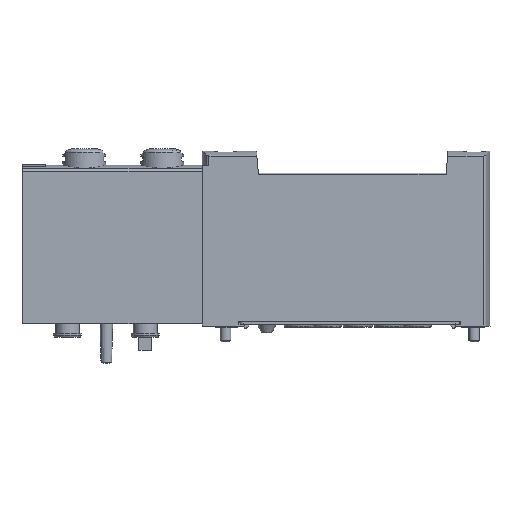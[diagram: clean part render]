
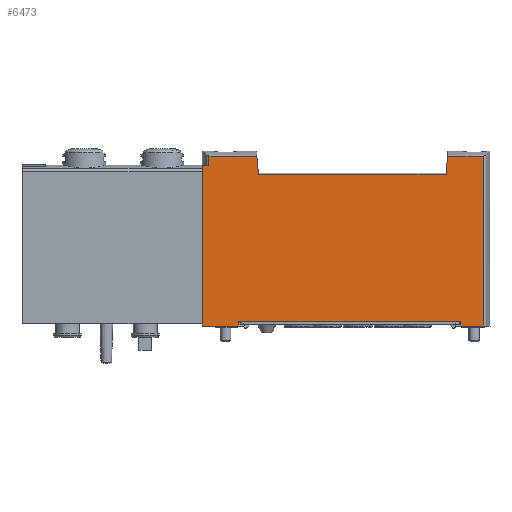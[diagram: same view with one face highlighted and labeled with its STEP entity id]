
A CAD part, top view. The second image highlights one B-rep face of the part: STEP entity #6473.
In plain terms, the highlighted face is planar.
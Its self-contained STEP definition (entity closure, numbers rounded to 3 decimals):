
#103=PLANE('',#6964);
#831=ORIENTED_EDGE('',*,*,#2678,.F.);
#832=ORIENTED_EDGE('',*,*,#2685,.T.);
#833=ORIENTED_EDGE('',*,*,#2686,.T.);
#834=ORIENTED_EDGE('',*,*,#2687,.F.);
#835=ORIENTED_EDGE('',*,*,#2680,.F.);
#836=ORIENTED_EDGE('',*,*,#2688,.T.);
#837=ORIENTED_EDGE('',*,*,#2689,.T.);
#838=ORIENTED_EDGE('',*,*,#2690,.F.);
#839=ORIENTED_EDGE('',*,*,#2691,.T.);
#840=ORIENTED_EDGE('',*,*,#2692,.T.);
#841=ORIENTED_EDGE('',*,*,#2693,.F.);
#842=ORIENTED_EDGE('',*,*,#2694,.F.);
#843=ORIENTED_EDGE('',*,*,#2695,.F.);
#844=ORIENTED_EDGE('',*,*,#2696,.T.);
#845=ORIENTED_EDGE('',*,*,#2697,.F.);
#846=ORIENTED_EDGE('',*,*,#2698,.T.);
#2678=EDGE_CURVE('',#3604,#3601,#4202,.T.);
#2680=EDGE_CURVE('',#3605,#3606,#4203,.T.);
#2685=EDGE_CURVE('',#3604,#3609,#4207,.T.);
#2686=EDGE_CURVE('',#3609,#3610,#4208,.T.);
#2687=EDGE_CURVE('',#3606,#3610,#4209,.T.);
#2688=EDGE_CURVE('',#3605,#3611,#4210,.T.);
#2689=EDGE_CURVE('',#3611,#3612,#4211,.T.);
#2690=EDGE_CURVE('',#3613,#3612,#4212,.T.);
#2691=EDGE_CURVE('',#3613,#3614,#4213,.T.);
#2692=EDGE_CURVE('',#3614,#3615,#4214,.T.);
#2693=EDGE_CURVE('',#3616,#3615,#4215,.T.);
#2694=EDGE_CURVE('',#3617,#3616,#4216,.T.);
#2695=EDGE_CURVE('',#3618,#3617,#4217,.T.);
#2696=EDGE_CURVE('',#3618,#3619,#4218,.T.);
#2697=EDGE_CURVE('',#3620,#3619,#4219,.T.);
#2698=EDGE_CURVE('',#3620,#3601,#4220,.T.);
#3601=VERTEX_POINT('',#9966);
#3604=VERTEX_POINT('',#9973);
#3605=VERTEX_POINT('',#9977);
#3606=VERTEX_POINT('',#9979);
#3609=VERTEX_POINT('',#9988);
#3610=VERTEX_POINT('',#9990);
#3611=VERTEX_POINT('',#9993);
#3612=VERTEX_POINT('',#9995);
#3613=VERTEX_POINT('',#9997);
#3614=VERTEX_POINT('',#9999);
#3615=VERTEX_POINT('',#10001);
#3616=VERTEX_POINT('',#10003);
#3617=VERTEX_POINT('',#10005);
#3618=VERTEX_POINT('',#10007);
#3619=VERTEX_POINT('',#10009);
#3620=VERTEX_POINT('',#10011);
#4202=LINE('',#9974,#4753);
#4203=LINE('',#9978,#4754);
#4207=LINE('',#9987,#4758);
#4208=LINE('',#9989,#4759);
#4209=LINE('',#9991,#4760);
#4210=LINE('',#9992,#4761);
#4211=LINE('',#9994,#4762);
#4212=LINE('',#9996,#4763);
#4213=LINE('',#9998,#4764);
#4214=LINE('',#10000,#4765);
#4215=LINE('',#10002,#4766);
#4216=LINE('',#10004,#4767);
#4217=LINE('',#10006,#4768);
#4218=LINE('',#10008,#4769);
#4219=LINE('',#10010,#4770);
#4220=LINE('',#10012,#4771);
#4753=VECTOR('',#7806,1000.);
#4754=VECTOR('',#7811,1000.);
#4758=VECTOR('',#7819,1000.);
#4759=VECTOR('',#7820,1000.);
#4760=VECTOR('',#7821,1000.);
#4761=VECTOR('',#7822,1000.);
#4762=VECTOR('',#7823,1000.);
#4763=VECTOR('',#7824,1000.);
#4764=VECTOR('',#7825,1000.);
#4765=VECTOR('',#7826,1000.);
#4766=VECTOR('',#7827,1000.);
#4767=VECTOR('',#7828,1000.);
#4768=VECTOR('',#7829,1000.);
#4769=VECTOR('',#7830,1000.);
#4770=VECTOR('',#7831,1000.);
#4771=VECTOR('',#7832,1000.);
#5277=EDGE_LOOP('',(#831,#832,#833,#834,#835,#836,#837,#838,#839,#840,#841,
#842,#843,#844,#845,#846));
#5827=FACE_BOUND('',#5277,.T.);
#6473=ADVANCED_FACE('',(#5827),#103,.F.);
#6964=AXIS2_PLACEMENT_3D('',#9986,#7817,#7818);
#7806=DIRECTION('',(0.,0.996,0.087));
#7811=DIRECTION('',(0.,-0.996,0.087));
#7817=DIRECTION('',(1.,0.,0.));
#7818=DIRECTION('',(0.,0.,-1.));
#7819=DIRECTION('',(0.,-1.,0.));
#7820=DIRECTION('',(0.,0.,-1.));
#7821=DIRECTION('',(0.,-1.,0.));
#7822=DIRECTION('',(0.,0.,-1.));
#7823=DIRECTION('',(0.,-1.,0.));
#7824=DIRECTION('',(0.,0.,1.));
#7825=DIRECTION('',(0.,-1.,0.));
#7826=DIRECTION('',(0.,0.,1.));
#7827=DIRECTION('',(0.,-1.,0.));
#7828=DIRECTION('',(0.,0.,-1.));
#7829=DIRECTION('',(0.,1.,0.));
#7830=DIRECTION('',(0.,0.,1.));
#7831=DIRECTION('',(0.,-1.,0.));
#7832=DIRECTION('',(0.,0.,-1.));
#9966=CARTESIAN_POINT('',(-5.125,32.131,57.183));
#9973=CARTESIAN_POINT('',(-5.125,28.9,56.9));
#9974=CARTESIAN_POINT('',(-5.125,29.066,56.914));
#9977=CARTESIAN_POINT('',(-5.125,32.131,21.117));
#9978=CARTESIAN_POINT('',(-5.125,33.988,20.955));
#9979=CARTESIAN_POINT('',(-5.125,28.9,21.4));
#9986=CARTESIAN_POINT('',(-5.125,33.1,10.8));
#9987=CARTESIAN_POINT('',(-5.125,33.6,56.9));
#9988=CARTESIAN_POINT('',(-5.125,28.6,56.9));
#9989=CARTESIAN_POINT('',(-5.125,28.6,56.9));
#9990=CARTESIAN_POINT('',(-5.125,28.6,21.4));
#9991=CARTESIAN_POINT('',(-5.125,33.6,21.4));
#9992=CARTESIAN_POINT('',(-5.125,32.131,65.8));
#9993=CARTESIAN_POINT('',(-5.125,32.131,12.057));
#9994=CARTESIAN_POINT('',(-5.125,40.4,12.057));
#9995=CARTESIAN_POINT('',(-5.125,30.4,12.057));
#9996=CARTESIAN_POINT('',(-5.125,30.4,8.8));
#9997=CARTESIAN_POINT('',(-5.125,30.4,10.8));
#9998=CARTESIAN_POINT('',(-5.125,33.1,10.8));
#9999=CARTESIAN_POINT('',(-5.125,0.,10.8));
#10000=CARTESIAN_POINT('',(-5.125,0.,10.8));
#10001=CARTESIAN_POINT('',(-5.125,0.,17.7));
#10002=CARTESIAN_POINT('',(-5.125,33.1,17.7));
#10003=CARTESIAN_POINT('',(-5.125,0.8,17.7));
#10004=CARTESIAN_POINT('',(-5.125,0.8,10.8));
#10005=CARTESIAN_POINT('',(-5.125,0.8,59.7));
#10006=CARTESIAN_POINT('',(-5.125,33.1,59.7));
#10007=CARTESIAN_POINT('',(-5.125,0.,59.7));
#10008=CARTESIAN_POINT('',(-5.125,0.,10.8));
#10009=CARTESIAN_POINT('',(-5.125,0.,63.943));
#10010=CARTESIAN_POINT('',(-5.125,33.1,63.943));
#10011=CARTESIAN_POINT('',(-5.125,32.131,63.943));
#10012=CARTESIAN_POINT('',(-5.125,32.131,65.8));
